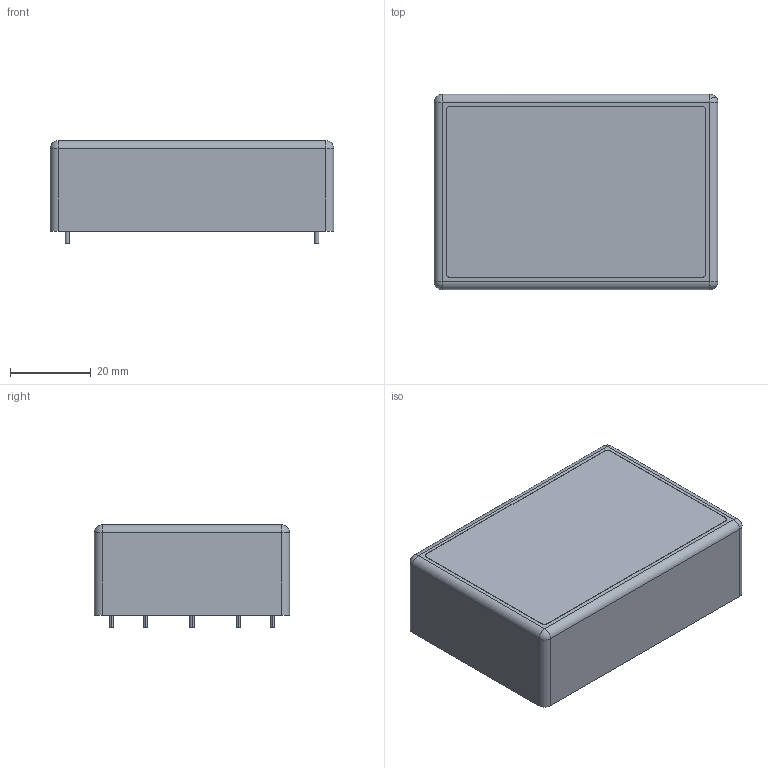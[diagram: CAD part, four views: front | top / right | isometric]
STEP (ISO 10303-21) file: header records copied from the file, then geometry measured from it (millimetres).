
FILE_DESCRIPTION((''),'2;1');
FILE_NAME('PWS_TRACO_TML20.stp','2014-02-27T13:22:07',(''),(''),'Mechanical Desktop 2011','Mechanical Desktop 2011',', , ');
FILE_SCHEMA(('AUTOMOTIVE_DESIGN { 1 2 10303 214 1 1 1 1 }'));
Length unit declared in the file: millimetre
Products named in the file (1): Product
Bounding box: 70.5 x 48.5 x 25.6 mm (x, y, z)
Volume: 76601.6 mm3; surface area: 17441.3 mm2
Topology: 7 solids, 7 shells, 49 faces, 96 edges, 59 vertices
Faces by surface type: plane 22, cylinder 22, sphere 5
Entity records: 1301 total; most frequent: DIRECTION 242, CARTESIAN_POINT 203, ORIENTED_EDGE 188, AXIS2_PLACEMENT_3D 98, EDGE_CURVE 94, VERTEX_POINT 59, EDGE_LOOP 49, FACE_OUTER_BOUND 49
